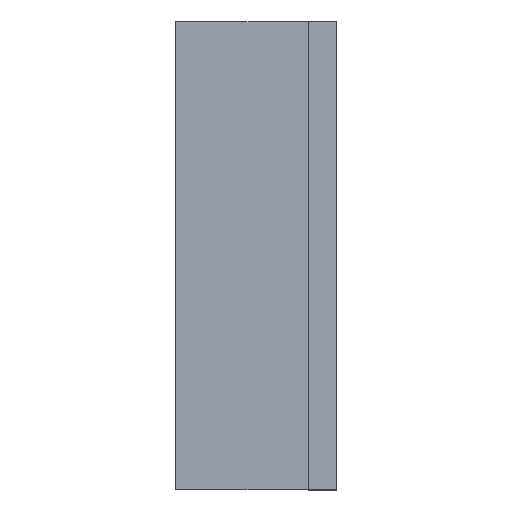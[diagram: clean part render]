
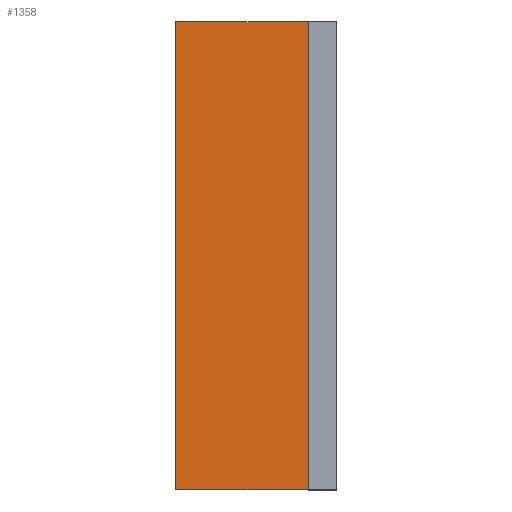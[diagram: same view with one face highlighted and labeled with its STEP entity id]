
A CAD part, left-side view. The second image highlights one B-rep face of the part: STEP entity #1358.
In plain terms, the highlighted planar face has unit normal (-1, 0, 0).
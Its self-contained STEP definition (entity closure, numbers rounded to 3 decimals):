
#80 = LINE ( 'NONE', #2809, #6678 ) ;
#509 = VECTOR ( 'NONE', #5055, 1000. ) ;
#634 = ORIENTED_EDGE ( 'NONE', *, *, #6150, .F. ) ;
#744 = CARTESIAN_POINT ( 'NONE',  ( -1.5, 0.86, -1.25 ) ) ;
#762 = CARTESIAN_POINT ( 'NONE',  ( -1.5, 0.86, 1.25 ) ) ;
#873 = VERTEX_POINT ( 'NONE', #3057 ) ;
#921 = LINE ( 'NONE', #4480, #509 ) ;
#1180 = CARTESIAN_POINT ( 'NONE',  ( -1.5, 0.15, 1.25 ) ) ;
#1358 = ADVANCED_FACE ( 'NONE', ( #2185 ), #6360, .F. ) ;
#1567 = CARTESIAN_POINT ( 'NONE',  ( -1.5, 0.15, -1.25 ) ) ;
#1608 = EDGE_CURVE ( 'NONE', #3766, #6602, #921, .T. ) ;
#1986 = ORIENTED_EDGE ( 'NONE', *, *, #6164, .T. ) ;
#2181 = EDGE_CURVE ( 'NONE', #3948, #873, #4919, .T. ) ;
#2185 = FACE_OUTER_BOUND ( 'NONE', #5101, .T. ) ;
#2522 = CARTESIAN_POINT ( 'NONE',  ( -1.5, 0.86, -1.25 ) ) ;
#2720 = DIRECTION ( 'NONE',  ( 0., 0., 1. ) ) ;
#2762 = DIRECTION ( 'NONE',  ( 0., 0., 1. ) ) ;
#2809 = CARTESIAN_POINT ( 'NONE',  ( -1.5, 0.15, 0. ) ) ;
#3057 = CARTESIAN_POINT ( 'NONE',  ( -1.5, 0.86, -1.25 ) ) ;
#3553 = DIRECTION ( 'NONE',  ( 0., 1., 0. ) ) ;
#3766 = VERTEX_POINT ( 'NONE', #1180 ) ;
#3948 = VERTEX_POINT ( 'NONE', #1567 ) ;
#4451 = VECTOR ( 'NONE', #2720, 1000. ) ;
#4480 = CARTESIAN_POINT ( 'NONE',  ( -1.5, 0.86, 1.25 ) ) ;
#4611 = LINE ( 'NONE', #5794, #4451 ) ;
#4762 = DIRECTION ( 'NONE',  ( 0., 0., -1. ) ) ;
#4919 = LINE ( 'NONE', #2522, #5562 ) ;
#5055 = DIRECTION ( 'NONE',  ( 0., 1., 0. ) ) ;
#5101 = EDGE_LOOP ( 'NONE', ( #1986, #5270, #634, #5220 ) ) ;
#5220 = ORIENTED_EDGE ( 'NONE', *, *, #2181, .F. ) ;
#5270 = ORIENTED_EDGE ( 'NONE', *, *, #1608, .T. ) ;
#5562 = VECTOR ( 'NONE', #3553, 1000. ) ;
#5790 = AXIS2_PLACEMENT_3D ( 'NONE', #744, #6323, #4762 ) ;
#5794 = CARTESIAN_POINT ( 'NONE',  ( -1.5, 0.86, -1.25 ) ) ;
#6150 = EDGE_CURVE ( 'NONE', #873, #6602, #4611, .T. ) ;
#6164 = EDGE_CURVE ( 'NONE', #3948, #3766, #80, .T. ) ;
#6323 = DIRECTION ( 'NONE',  ( 1., 0., 0. ) ) ;
#6360 = PLANE ( 'NONE',  #5790 ) ;
#6602 = VERTEX_POINT ( 'NONE', #762 ) ;
#6678 = VECTOR ( 'NONE', #2762, 1000. ) ;
